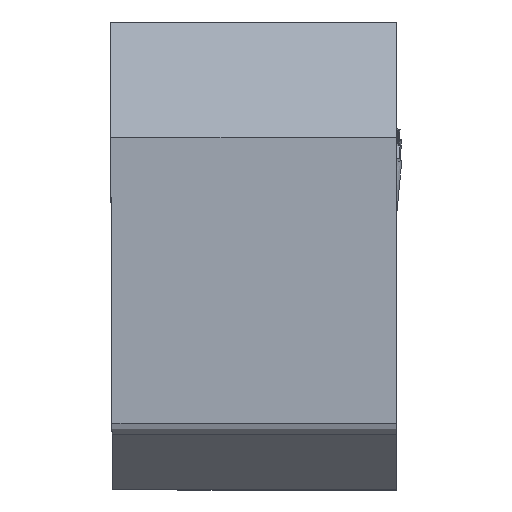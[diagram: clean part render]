
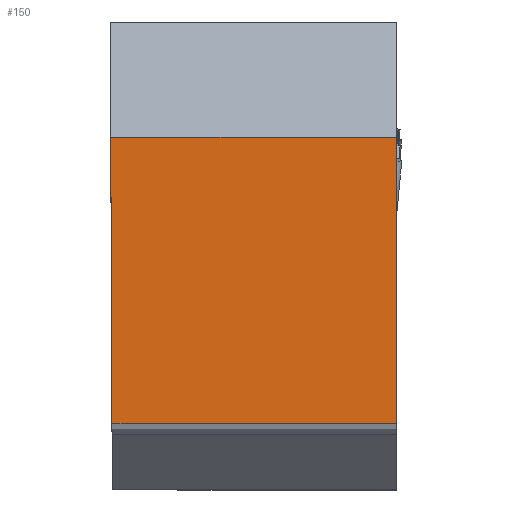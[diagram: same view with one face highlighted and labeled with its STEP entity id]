
A CAD part, top view. The second image highlights one B-rep face of the part: STEP entity #150.
In plain terms, the highlighted planar face has unit normal (0, 0, 1).
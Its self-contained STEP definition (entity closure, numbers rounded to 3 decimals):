
#150=ADVANCED_FACE('BLANK_BOXF006',(#299),#241,.T.);
#241=PLANE('',#1993);
#299=FACE_OUTER_BOUND('',#392,.T.);
#392=EDGE_LOOP('',(#657,#658,#659,#660));
#657=ORIENTED_EDGE('',*,*,#1301,.T.);
#658=ORIENTED_EDGE('',*,*,#1327,.F.);
#659=ORIENTED_EDGE('',*,*,#1270,.T.);
#660=ORIENTED_EDGE('',*,*,#1328,.T.);
#1099=VERTEX_POINT('',#2482);
#1100=VERTEX_POINT('',#2484);
#1127=VERTEX_POINT('',#2554);
#1128=VERTEX_POINT('',#2556);
#1270=EDGE_CURVE('',#1100,#1099,#1529,.T.);
#1301=EDGE_CURVE('',#1128,#1127,#1554,.T.);
#1327=EDGE_CURVE('',#1100,#1127,#1576,.T.);
#1328=EDGE_CURVE('',#1099,#1128,#1577,.T.);
#1529=LINE('',#2483,#1712);
#1554=LINE('',#2555,#1737);
#1576=LINE('',#2619,#1759);
#1577=LINE('',#2620,#1760);
#1712=VECTOR('',#2080,1.);
#1737=VECTOR('',#2121,1.);
#1759=VECTOR('',#2167,1.);
#1760=VECTOR('',#2168,1.);
#1993=AXIS2_PLACEMENT_3D('',#2621,#2169,#2170);
#2080=DIRECTION('',(0.,1.,0.));
#2121=DIRECTION('',(0.004,-1.,0.));
#2167=DIRECTION('',(-1.,0.,0.));
#2168=DIRECTION('',(-1.,0.,0.));
#2169=DIRECTION('',(0.,0.,1.));
#2170=DIRECTION('',(1.,0.,0.));
#2482=CARTESIAN_POINT('',(9.425,9.425,0.));
#2483=CARTESIAN_POINT('',(9.425,14.425,0.));
#2484=CARTESIAN_POINT('',(9.425,0.,0.));
#2554=CARTESIAN_POINT('',(0.041,0.,0.));
#2555=CARTESIAN_POINT('',(-0.022,14.521,0.));
#2556=CARTESIAN_POINT('',(0.,9.425,0.));
#2619=CARTESIAN_POINT('',(-22.,0.,0.));
#2620=CARTESIAN_POINT('',(-22.,9.425,0.));
#2621=CARTESIAN_POINT('',(-22.,14.425,0.));
